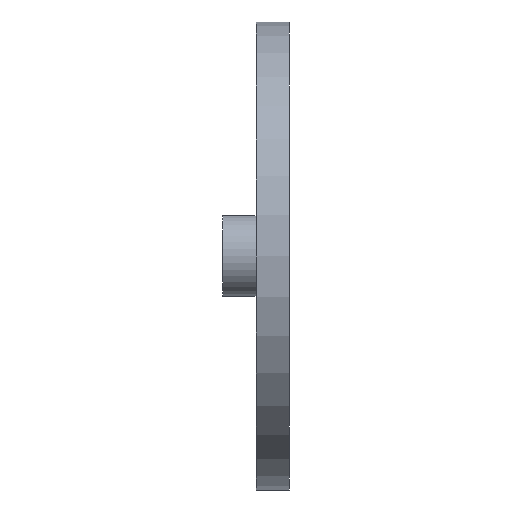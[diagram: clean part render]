
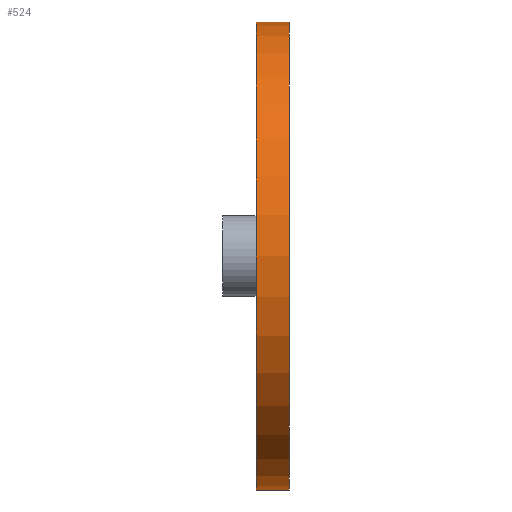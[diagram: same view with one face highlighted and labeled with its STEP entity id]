
A CAD part, front view. The second image highlights one B-rep face of the part: STEP entity #524.
In plain terms, the highlighted cylindrical face has radius 35 mm (diameter 70 mm), a partial arc.
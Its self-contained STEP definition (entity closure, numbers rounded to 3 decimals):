
#7 = DIRECTION ( 'NONE',  ( 1., 0., 0. ) ) ;
#36 = VERTEX_POINT ( 'NONE', #48 ) ;
#48 = CARTESIAN_POINT ( 'NONE',  ( 0., 0., 35. ) ) ;
#176 = LINE ( 'NONE', #1388, #718 ) ;
#183 = CARTESIAN_POINT ( 'NONE',  ( 5., 0., -35. ) ) ;
#227 = VECTOR ( 'NONE', #1526, 1000. ) ;
#249 = AXIS2_PLACEMENT_3D ( 'NONE', #1329, #7, #257 ) ;
#257 = DIRECTION ( 'NONE',  ( 0., 0., -1. ) ) ;
#261 = ORIENTED_EDGE ( 'NONE', *, *, #431, .T. ) ;
#281 = AXIS2_PLACEMENT_3D ( 'NONE', #442, #1052, #698 ) ;
#305 = CIRCLE ( 'NONE', #281, 35. ) ;
#308 = EDGE_LOOP ( 'NONE', ( #1131, #552, #261, #739 ) ) ;
#384 = EDGE_CURVE ( 'NONE', #36, #916, #716, .T. ) ;
#431 = EDGE_CURVE ( 'NONE', #650, #36, #176, .T. ) ;
#442 = CARTESIAN_POINT ( 'NONE',  ( 5., 0., 0. ) ) ;
#524 = ADVANCED_FACE ( 'NONE', ( #1049 ), #1519, .T. ) ;
#546 = LINE ( 'NONE', #183, #227 ) ;
#552 = ORIENTED_EDGE ( 'NONE', *, *, #922, .F. ) ;
#580 = EDGE_CURVE ( 'NONE', #645, #916, #546, .T. ) ;
#645 = VERTEX_POINT ( 'NONE', #816 ) ;
#650 = VERTEX_POINT ( 'NONE', #1173 ) ;
#698 = DIRECTION ( 'NONE',  ( 0., 0., -1. ) ) ;
#716 = CIRCLE ( 'NONE', #249, 35. ) ;
#718 = VECTOR ( 'NONE', #903, 1000. ) ;
#733 = CARTESIAN_POINT ( 'NONE',  ( 0., 0., -35. ) ) ;
#739 = ORIENTED_EDGE ( 'NONE', *, *, #384, .T. ) ;
#816 = CARTESIAN_POINT ( 'NONE',  ( 5., 0., -35. ) ) ;
#895 = DIRECTION ( 'NONE',  ( 0., 0., 1. ) ) ;
#903 = DIRECTION ( 'NONE',  ( -1., 0., 0. ) ) ;
#916 = VERTEX_POINT ( 'NONE', #733 ) ;
#922 = EDGE_CURVE ( 'NONE', #650, #645, #305, .T. ) ;
#1049 = FACE_OUTER_BOUND ( 'NONE', #308, .T. ) ;
#1052 = DIRECTION ( 'NONE',  ( 1., 0., 0. ) ) ;
#1131 = ORIENTED_EDGE ( 'NONE', *, *, #580, .F. ) ;
#1173 = CARTESIAN_POINT ( 'NONE',  ( 5., 0., 35. ) ) ;
#1272 = DIRECTION ( 'NONE',  ( -1., 0., 0. ) ) ;
#1329 = CARTESIAN_POINT ( 'NONE',  ( 0., 0., 0. ) ) ;
#1360 = AXIS2_PLACEMENT_3D ( 'NONE', #1540, #1272, #895 ) ;
#1388 = CARTESIAN_POINT ( 'NONE',  ( 5., 0., 35. ) ) ;
#1519 = CYLINDRICAL_SURFACE ( 'NONE', #1360, 35. ) ;
#1526 = DIRECTION ( 'NONE',  ( -1., 0., 0. ) ) ;
#1540 = CARTESIAN_POINT ( 'NONE',  ( 5., 0., 0. ) ) ;
